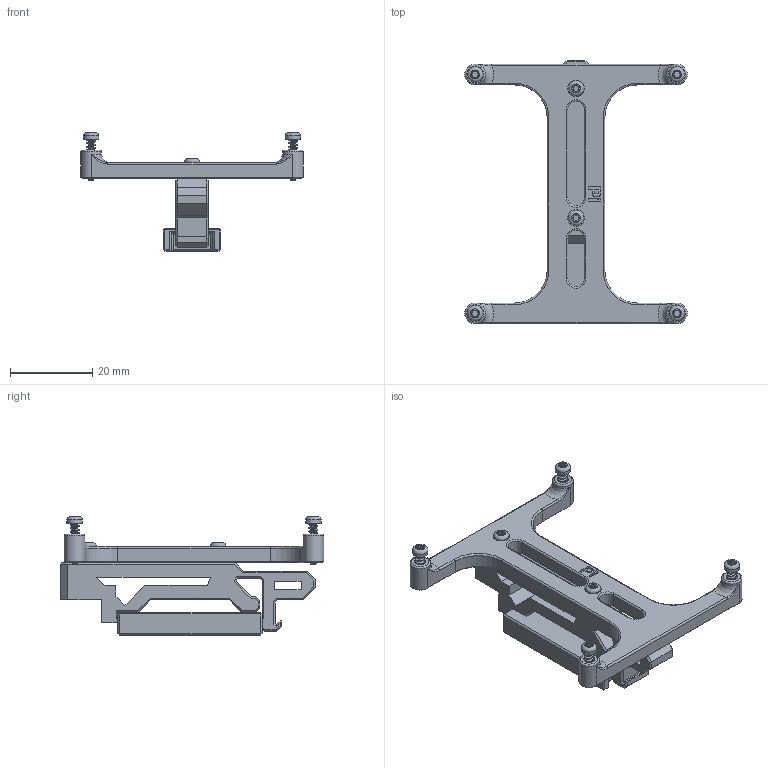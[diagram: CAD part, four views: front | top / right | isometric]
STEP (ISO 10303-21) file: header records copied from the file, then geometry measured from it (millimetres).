
FILE_DESCRIPTION(/* description */ (''),/* implementation_level */ '2;1');
FILE_NAME(/* name */ 'VHB_Din_Mount.step',/* time_stamp */ '2022-12-12T08:26:42-06:00',/* author */ (''),/* organization */ (''),/* preprocessor_version */ 'ST-DEVELOPER v19.2',/* originating_system */ 'Autodesk Translation Framework v11.17.0.187',/* authorisation */ '');
FILE_SCHEMA (('AUTOMOTIVE_DESIGN { 1 0 10303 214 3 1 1 }'));
Length unit declared in the file: millimetre
Products named in the file (6): VORON_v0.2 Most Recent; VHB_DIN_Mount_v2 v1; RPi-Pico_Din_Mount (2); PCB DIN Clip (2); Raspberry_SKRPico_Bracket; M2x10 self tapping screw for plastic (1)
Assembly tree (10 placements, depth 4):
  VORON_v0.2 Most Recent
    VHB_DIN_Mount_v2 v1
      RPi-Pico_Din_Mount (2)
        M2x10 self tapping screw for plastic (1)  x6
        PCB DIN Clip (2)
        Raspberry_SKRPico_Bracket
Bounding box: 54 x 63.98 x 28.83 mm (x, y, z)
Volume: 11445.2 mm3; surface area: 9514.1 mm2
Topology: 9 solids, 9 shells, 751 faces, 1952 edges, 1230 vertices
Faces by surface type: plane 283, cylinder 250, bspline 162, cone 34, torus 22
Full cylindrical faces by diameter (mm): 1.28 x66, 1.9 x6, 2.2 x54, 2.4 x2, 3.75 x6, 4 x2, 5 x4
Entity records: 15486 total; most frequent: CARTESIAN_POINT 5937, ORIENTED_EDGE 1998, DIRECTION 1808, EDGE_CURVE 999, LINE 706, VECTOR 706, VERTEX_POINT 600, AXIS2_PLACEMENT_3D 551
